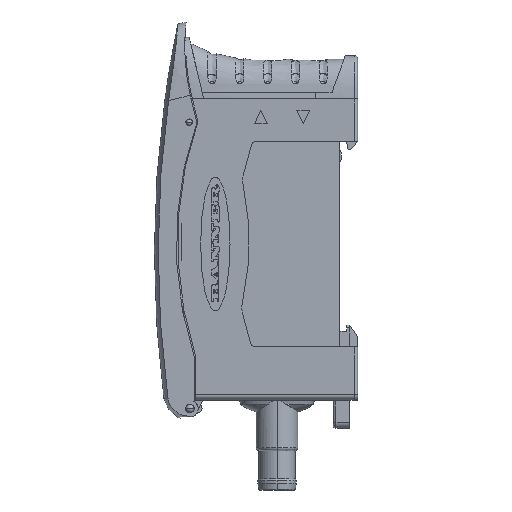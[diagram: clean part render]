
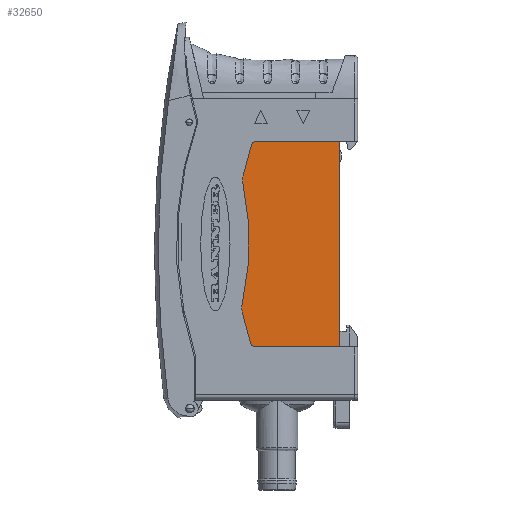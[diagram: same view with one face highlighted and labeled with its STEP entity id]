
A CAD part, left-side view. The second image highlights one B-rep face of the part: STEP entity #32650.
In plain terms, the highlighted planar face has unit normal (-1, 0, 0).
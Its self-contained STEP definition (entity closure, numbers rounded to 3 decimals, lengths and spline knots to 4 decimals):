
#2738=DIRECTION('',(0.,0.,-1.));
#2739=VECTOR('',#2738,1.4567);
#2740=CARTESIAN_POINT('',(-0.189,0.126,
-0.2992));
#2741=LINE('',#2740,#2739);
#5573=DIRECTION('',(0.,-1.,0.));
#5574=VECTOR('',#5573,0.5953);
#5575=CARTESIAN_POINT('',(-0.189,0.7213,
-1.7559));
#5576=LINE('',#5575,#5574);
#5577=CARTESIAN_POINT('',(-0.189,0.7213,
-1.7165));
#5578=DIRECTION('',(-1.,0.,0.));
#5579=DIRECTION('',(0.,0.966,-0.259));
#5580=AXIS2_PLACEMENT_3D('',#5577,#5578,#5579);
#5582=DIRECTION('',(0.,-0.259,-0.966));
#5583=VECTOR('',#5582,0.2235);
#5584=CARTESIAN_POINT('',(-0.189,0.8172,
-1.5109));
#5585=LINE('',#5584,#5583);
#5586=CARTESIAN_POINT('',(-0.189,0.7031,
-1.4803));
#5587=DIRECTION('',(-1.,0.,0.));
#5588=DIRECTION('',(0.,0.975,0.224));
#5589=AXIS2_PLACEMENT_3D('',#5586,#5587,#5588);
#5591=CARTESIAN_POINT('',(-0.189,2.7368,
-1.0136));
#5592=DIRECTION('',(1.,0.,0.));
#5593=DIRECTION('',(0.,-0.978,0.21));
#5594=AXIS2_PLACEMENT_3D('',#5591,#5592,#5593);
#5596=CARTESIAN_POINT('',(-0.189,0.6969,
-0.5748));
#5597=DIRECTION('',(-1.,0.,0.));
#5598=DIRECTION('',(0.,0.966,0.259));
#5599=AXIS2_PLACEMENT_3D('',#5596,#5597,#5598);
#5601=DIRECTION('',(0.,0.259,-0.966));
#5602=VECTOR('',#5601,0.2235);
#5603=CARTESIAN_POINT('',(-0.189,0.7531,
-0.3284));
#5604=LINE('',#5603,#5602);
#5605=CARTESIAN_POINT('',(-0.189,0.7151,
-0.3386));
#5606=DIRECTION('',(-1.,0.,0.));
#5607=DIRECTION('',(0.,0.,1.));
#5608=AXIS2_PLACEMENT_3D('',#5605,#5606,#5607);
#5610=DIRECTION('',(0.,1.,0.));
#5611=VECTOR('',#5610,0.5891);
#5612=CARTESIAN_POINT('',(-0.189,0.126,
-0.2992));
#5613=LINE('',#5612,#5611);
#23594=CARTESIAN_POINT('',(-0.189,0.8109,
-0.5442));
#23595=CARTESIAN_POINT('',(-0.189,0.8123,
-0.5996));
#23596=VERTEX_POINT('',#23594);
#23597=VERTEX_POINT('',#23595);
#23598=CARTESIAN_POINT('',(-0.189,0.8182,
-1.4539));
#23599=VERTEX_POINT('',#23598);
#23600=CARTESIAN_POINT('',(-0.189,0.8172,
-1.5109));
#23601=VERTEX_POINT('',#23600);
#23602=CARTESIAN_POINT('',(-0.189,0.7593,
-1.7267));
#23603=VERTEX_POINT('',#23602);
#23604=CARTESIAN_POINT('',(-0.189,0.7213,
-1.7559));
#23605=VERTEX_POINT('',#23604);
#23606=CARTESIAN_POINT('',(-0.189,0.7151,
-0.2992));
#23607=CARTESIAN_POINT('',(-0.189,0.7531,
-0.3284));
#23608=VERTEX_POINT('',#23606);
#23609=VERTEX_POINT('',#23607);
#23626=CARTESIAN_POINT('',(-0.189,0.126,
-0.2992));
#23627=CARTESIAN_POINT('',(-0.189,0.126,
-1.7559));
#23628=VERTEX_POINT('',#23626);
#23629=VERTEX_POINT('',#23627);
#32626=CARTESIAN_POINT('',(-0.189,0.,0.));
#32627=DIRECTION('',(-1.,0.,0.));
#32628=DIRECTION('',(0.,0.,1.));
#32629=AXIS2_PLACEMENT_3D('',#32626,#32627,#32628);
#32630=PLANE('',#32629);
#32631=ORIENTED_EDGE('',*,*,#30151,.T.);
#32632=ORIENTED_EDGE('',*,*,#30482,.F.);
#32634=ORIENTED_EDGE('',*,*,#32633,.F.);
#32636=ORIENTED_EDGE('',*,*,#32635,.F.);
#32638=ORIENTED_EDGE('',*,*,#32637,.F.);
#32640=ORIENTED_EDGE('',*,*,#32639,.F.);
#32642=ORIENTED_EDGE('',*,*,#32641,.F.);
#32644=ORIENTED_EDGE('',*,*,#32643,.F.);
#32646=ORIENTED_EDGE('',*,*,#32645,.F.);
#32647=ORIENTED_EDGE('',*,*,#32346,.F.);
#32648=EDGE_LOOP('',(#32631,#32632,#32634,#32636,#32638,#32640,#32642,#32644,
#32646,#32647));
#32649=FACE_OUTER_BOUND('',#32648,.F.);
#32650=ADVANCED_FACE('',(#32649),#32630,.T.);
#5581=CIRCLE('',#5580,0.0394);
#5590=CIRCLE('',#5589,0.1181);
#5595=CIRCLE('',#5594,1.9685);
#5600=CIRCLE('',#5599,0.1181);
#5609=CIRCLE('',#5608,0.0394);
#30151=EDGE_CURVE('',#23628,#23629,#2741,.T.);
#30482=EDGE_CURVE('',#23605,#23629,#5576,.T.);
#32346=EDGE_CURVE('',#23628,#23608,#5613,.T.);
#32633=EDGE_CURVE('',#23603,#23605,#5581,.T.);
#32635=EDGE_CURVE('',#23601,#23603,#5585,.T.);
#32637=EDGE_CURVE('',#23599,#23601,#5590,.T.);
#32639=EDGE_CURVE('',#23597,#23599,#5595,.T.);
#32641=EDGE_CURVE('',#23596,#23597,#5600,.T.);
#32643=EDGE_CURVE('',#23609,#23596,#5604,.T.);
#32645=EDGE_CURVE('',#23608,#23609,#5609,.T.);
